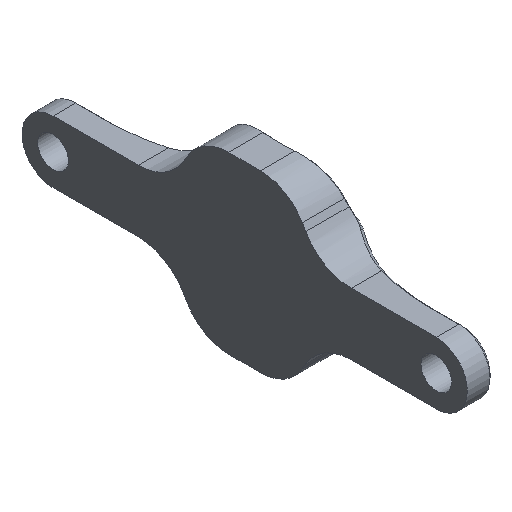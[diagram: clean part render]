
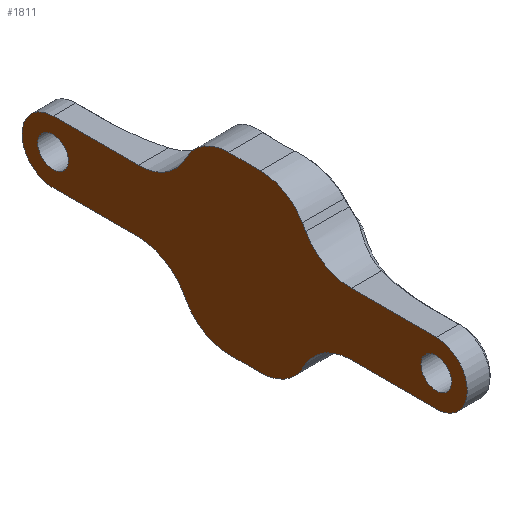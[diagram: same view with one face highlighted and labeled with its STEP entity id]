
A CAD part, isometric view. The second image highlights one B-rep face of the part: STEP entity #1811.
In plain terms, the highlighted planar face has unit normal (-1, 0, 0).
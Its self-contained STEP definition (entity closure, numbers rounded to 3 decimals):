
#153=FACE_BOUND('',#387,.T.);
#154=FACE_BOUND('',#388,.T.);
#166=PLANE('',#1945);
#276=FACE_OUTER_BOUND('',#386,.T.);
#386=EDGE_LOOP('',(#1590,#1591,#1592,#1593,#1594,#1595,#1596,#1597,#1598,
#1599,#1600,#1601,#1602,#1603,#1604,#1605,#1606,#1607,#1608,#1609));
#387=EDGE_LOOP('',(#1610));
#388=EDGE_LOOP('',(#1611));
#491=LINE('',#3890,#611);
#495=LINE('',#3899,#615);
#498=LINE('',#3907,#618);
#501=LINE('',#3915,#621);
#504=LINE('',#3923,#624);
#510=LINE('',#3949,#630);
#511=LINE('',#3953,#631);
#512=LINE('',#3956,#632);
#513=LINE('',#3958,#633);
#514=LINE('',#3962,#634);
#611=VECTOR('',#2212,10.);
#615=VECTOR('',#2222,10.);
#618=VECTOR('',#2231,10.);
#621=VECTOR('',#2240,10.);
#624=VECTOR('',#2249,10.);
#630=VECTOR('',#2287,10.);
#631=VECTOR('',#2290,10.);
#632=VECTOR('',#2293,10.);
#633=VECTOR('',#2294,10.);
#634=VECTOR('',#2297,10.);
#669=CIRCLE('',#1881,1.75);
#673=CIRCLE('',#1888,1.75);
#688=CIRCLE('',#1919,5.5);
#689=CIRCLE('',#1922,5.5);
#690=CIRCLE('',#1925,6.);
#691=CIRCLE('',#1928,3.55);
#692=CIRCLE('',#1931,6.);
#701=CIRCLE('',#1943,6.);
#702=CIRCLE('',#1946,5.5);
#703=CIRCLE('',#1947,5.5);
#704=CIRCLE('',#1948,3.55);
#705=CIRCLE('',#1949,6.);
#744=VERTEX_POINT('',#2434);
#751=VERTEX_POINT('',#2453);
#856=VERTEX_POINT('',#3887);
#857=VERTEX_POINT('',#3889);
#858=VERTEX_POINT('',#3893);
#859=VERTEX_POINT('',#3897);
#860=VERTEX_POINT('',#3901);
#861=VERTEX_POINT('',#3905);
#862=VERTEX_POINT('',#3909);
#863=VERTEX_POINT('',#3913);
#864=VERTEX_POINT('',#3917);
#865=VERTEX_POINT('',#3921);
#866=VERTEX_POINT('',#3925);
#867=VERTEX_POINT('',#3941);
#868=VERTEX_POINT('',#3943);
#869=VERTEX_POINT('',#3948);
#870=VERTEX_POINT('',#3950);
#871=VERTEX_POINT('',#3952);
#872=VERTEX_POINT('',#3954);
#873=VERTEX_POINT('',#3957);
#874=VERTEX_POINT('',#3959);
#875=VERTEX_POINT('',#3961);
#924=EDGE_CURVE('',#744,#744,#669,.F.);
#933=EDGE_CURVE('',#751,#751,#673,.F.);
#1099=EDGE_CURVE('',#856,#857,#491,.T.);
#1102=EDGE_CURVE('',#858,#856,#688,.T.);
#1104=EDGE_CURVE('',#858,#859,#495,.T.);
#1106=EDGE_CURVE('',#860,#859,#689,.T.);
#1108=EDGE_CURVE('',#860,#861,#498,.T.);
#1110=EDGE_CURVE('',#862,#861,#690,.T.);
#1112=EDGE_CURVE('',#862,#863,#501,.T.);
#1114=EDGE_CURVE('',#864,#863,#691,.T.);
#1116=EDGE_CURVE('',#864,#865,#504,.T.);
#1118=EDGE_CURVE('',#866,#865,#692,.T.);
#1130=EDGE_CURVE('',#867,#868,#701,.T.);
#1132=EDGE_CURVE('',#869,#866,#510,.T.);
#1133=EDGE_CURVE('',#870,#869,#702,.T.);
#1134=EDGE_CURVE('',#870,#871,#511,.T.);
#1135=EDGE_CURVE('',#872,#871,#703,.T.);
#1136=EDGE_CURVE('',#872,#868,#512,.T.);
#1137=EDGE_CURVE('',#867,#873,#513,.T.);
#1138=EDGE_CURVE('',#874,#873,#704,.T.);
#1139=EDGE_CURVE('',#874,#875,#514,.T.);
#1140=EDGE_CURVE('',#857,#875,#705,.T.);
#1590=ORIENTED_EDGE('',*,*,#1106,.F.);
#1591=ORIENTED_EDGE('',*,*,#1108,.T.);
#1592=ORIENTED_EDGE('',*,*,#1110,.F.);
#1593=ORIENTED_EDGE('',*,*,#1112,.T.);
#1594=ORIENTED_EDGE('',*,*,#1114,.F.);
#1595=ORIENTED_EDGE('',*,*,#1116,.T.);
#1596=ORIENTED_EDGE('',*,*,#1118,.F.);
#1597=ORIENTED_EDGE('',*,*,#1132,.F.);
#1598=ORIENTED_EDGE('',*,*,#1133,.F.);
#1599=ORIENTED_EDGE('',*,*,#1134,.T.);
#1600=ORIENTED_EDGE('',*,*,#1135,.F.);
#1601=ORIENTED_EDGE('',*,*,#1136,.T.);
#1602=ORIENTED_EDGE('',*,*,#1130,.F.);
#1603=ORIENTED_EDGE('',*,*,#1137,.T.);
#1604=ORIENTED_EDGE('',*,*,#1138,.F.);
#1605=ORIENTED_EDGE('',*,*,#1139,.T.);
#1606=ORIENTED_EDGE('',*,*,#1140,.F.);
#1607=ORIENTED_EDGE('',*,*,#1099,.F.);
#1608=ORIENTED_EDGE('',*,*,#1102,.F.);
#1609=ORIENTED_EDGE('',*,*,#1104,.T.);
#1610=ORIENTED_EDGE('',*,*,#924,.F.);
#1611=ORIENTED_EDGE('',*,*,#933,.F.);
#1811=ADVANCED_FACE('',(#276,#153,#154),#166,.F.);
#1881=AXIS2_PLACEMENT_3D('',#2436,#2070,#2071);
#1888=AXIS2_PLACEMENT_3D('',#2455,#2089,#2090);
#1919=AXIS2_PLACEMENT_3D('',#3895,#2217,#2218);
#1922=AXIS2_PLACEMENT_3D('',#3903,#2226,#2227);
#1925=AXIS2_PLACEMENT_3D('',#3911,#2235,#2236);
#1928=AXIS2_PLACEMENT_3D('',#3919,#2244,#2245);
#1931=AXIS2_PLACEMENT_3D('',#3927,#2253,#2254);
#1943=AXIS2_PLACEMENT_3D('',#3944,#2280,#2281);
#1945=AXIS2_PLACEMENT_3D('',#3947,#2285,#2286);
#1946=AXIS2_PLACEMENT_3D('',#3951,#2288,#2289);
#1947=AXIS2_PLACEMENT_3D('',#3955,#2291,#2292);
#1948=AXIS2_PLACEMENT_3D('',#3960,#2295,#2296);
#1949=AXIS2_PLACEMENT_3D('',#3963,#2298,#2299);
#2070=DIRECTION('center_axis',(1.,0.,0.));
#2071=DIRECTION('ref_axis',(0.,-1.,0.));
#2089=DIRECTION('center_axis',(1.,0.,0.));
#2090=DIRECTION('ref_axis',(0.,-1.,0.));
#2212=DIRECTION('',(0.,0.5,0.866));
#2217=DIRECTION('center_axis',(1.,0.,0.));
#2218=DIRECTION('ref_axis',(0.,0.5,-0.866));
#2222=DIRECTION('',(0.,-1.,0.));
#2226=DIRECTION('center_axis',(1.,0.,0.));
#2227=DIRECTION('ref_axis',(0.,-0.5,-0.866));
#2231=DIRECTION('',(0.,-0.5,0.866));
#2235=DIRECTION('center_axis',(-1.,0.,0.));
#2236=DIRECTION('ref_axis',(0.,0.5,0.866));
#2240=DIRECTION('',(0.,-1.,0.));
#2244=DIRECTION('center_axis',(1.,0.,0.));
#2245=DIRECTION('ref_axis',(0.,-1.,0.));
#2249=DIRECTION('',(0.,1.,0.));
#2253=DIRECTION('center_axis',(-1.,0.,0.));
#2254=DIRECTION('ref_axis',(0.,0.5,-0.866));
#2280=DIRECTION('center_axis',(-1.,0.,0.));
#2281=DIRECTION('ref_axis',(0.,-0.5,-0.866));
#2285=DIRECTION('center_axis',(1.,0.,0.));
#2286=DIRECTION('ref_axis',(0.,-1.,0.));
#2287=DIRECTION('',(0.,-0.5,-0.866));
#2288=DIRECTION('center_axis',(1.,0.,0.));
#2289=DIRECTION('ref_axis',(0.,-0.5,0.866));
#2290=DIRECTION('',(0.,1.,0.));
#2291=DIRECTION('center_axis',(1.,0.,0.));
#2292=DIRECTION('ref_axis',(0.,0.5,0.866));
#2293=DIRECTION('',(0.,0.5,-0.866));
#2294=DIRECTION('',(0.,1.,0.));
#2295=DIRECTION('center_axis',(1.,0.,0.));
#2296=DIRECTION('ref_axis',(0.,-1.,0.));
#2297=DIRECTION('',(0.,-1.,0.));
#2298=DIRECTION('center_axis',(-1.,0.,0.));
#2299=DIRECTION('ref_axis',(0.,-0.5,0.866));
#2434=CARTESIAN_POINT('',(30.75,23.67,58.663));
#2436=CARTESIAN_POINT('Origin',(30.75,21.92,58.663));
#2453=CARTESIAN_POINT('',(30.75,-20.17,58.663));
#2455=CARTESIAN_POINT('Origin',(30.75,-21.92,58.663));
#3887=CARTESIAN_POINT('',(30.75,6.588,51.413));
#3889=CARTESIAN_POINT('',(30.75,6.992,52.113));
#3890=CARTESIAN_POINT('',(30.75,5.,48.663));
#3893=CARTESIAN_POINT('',(30.75,1.825,48.663));
#3895=CARTESIAN_POINT('Origin',(30.75,1.825,54.163));
#3897=CARTESIAN_POINT('',(30.75,-1.825,48.663));
#3899=CARTESIAN_POINT('',(30.75,5.,48.663));
#3901=CARTESIAN_POINT('',(30.75,-6.588,51.413));
#3903=CARTESIAN_POINT('Origin',(30.75,-1.825,54.163));
#3905=CARTESIAN_POINT('',(30.75,-6.992,52.113));
#3907=CARTESIAN_POINT('',(30.75,-5.,48.663));
#3909=CARTESIAN_POINT('',(30.75,-12.188,55.113));
#3911=CARTESIAN_POINT('Origin',(30.75,-12.188,49.113));
#3913=CARTESIAN_POINT('',(30.75,-21.92,55.113));
#3915=CARTESIAN_POINT('',(30.75,25.47,55.113));
#3917=CARTESIAN_POINT('',(30.75,-21.92,62.213));
#3919=CARTESIAN_POINT('Origin',(30.75,-21.92,58.663));
#3921=CARTESIAN_POINT('',(30.75,-12.188,62.213));
#3923=CARTESIAN_POINT('',(30.75,-25.47,62.213));
#3925=CARTESIAN_POINT('',(30.75,-6.992,65.213));
#3927=CARTESIAN_POINT('Origin',(30.75,-12.188,68.213));
#3941=CARTESIAN_POINT('',(30.75,12.188,62.213));
#3943=CARTESIAN_POINT('',(30.75,6.992,65.213));
#3944=CARTESIAN_POINT('Origin',(30.75,12.188,68.213));
#3947=CARTESIAN_POINT('Origin',(30.75,0.,58.663));
#3948=CARTESIAN_POINT('',(30.75,-6.588,65.913));
#3949=CARTESIAN_POINT('',(30.75,-5.,68.663));
#3950=CARTESIAN_POINT('',(30.75,-1.825,68.663));
#3951=CARTESIAN_POINT('Origin',(30.75,-1.825,63.163));
#3952=CARTESIAN_POINT('',(30.75,1.825,68.663));
#3953=CARTESIAN_POINT('',(30.75,-5.,68.663));
#3954=CARTESIAN_POINT('',(30.75,6.588,65.913));
#3955=CARTESIAN_POINT('Origin',(30.75,1.825,63.163));
#3956=CARTESIAN_POINT('',(30.75,5.,68.663));
#3957=CARTESIAN_POINT('',(30.75,21.92,62.213));
#3958=CARTESIAN_POINT('',(30.75,-25.47,62.213));
#3959=CARTESIAN_POINT('',(30.75,21.92,55.113));
#3960=CARTESIAN_POINT('Origin',(30.75,21.92,58.663));
#3961=CARTESIAN_POINT('',(30.75,12.188,55.113));
#3962=CARTESIAN_POINT('',(30.75,25.47,55.113));
#3963=CARTESIAN_POINT('Origin',(30.75,12.188,49.113));
